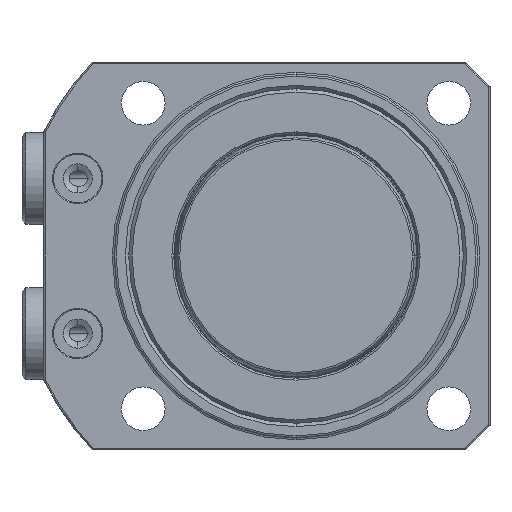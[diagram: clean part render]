
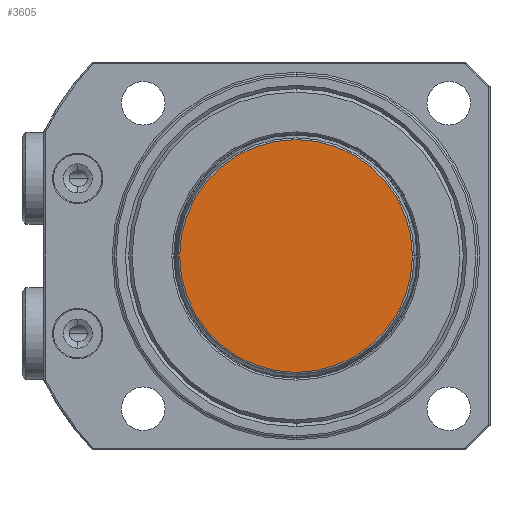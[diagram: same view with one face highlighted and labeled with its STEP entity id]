
A CAD part, front view. The second image highlights one B-rep face of the part: STEP entity #3605.
In plain terms, the highlighted planar face has unit normal (0, -1, 0).
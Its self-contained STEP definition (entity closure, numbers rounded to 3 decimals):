
#332 = EDGE_LOOP ( 'NONE', ( #3470, #3468 ) ) ;
#389 = VERTEX_POINT ( 'NONE', #2965 ) ;
#485 = AXIS2_PLACEMENT_3D ( 'NONE', #1389, #1390, #1391 ) ;
#490 = AXIS2_PLACEMENT_3D ( 'NONE', #1362, #1363, #1364 ) ;
#1170 = AXIS2_PLACEMENT_3D ( 'NONE', #5084, #5085, #5086 ) ;
#1175 = FACE_OUTER_BOUND ( 'NONE', #332, .T. ) ;
#1362 = CARTESIAN_POINT ( 'NONE',  ( 0., 0., 0. ) ) ;
#1363 = DIRECTION ( 'NONE',  ( 0., -1., 0. ) ) ;
#1364 = DIRECTION ( 'NONE',  ( 0., 0., 1. ) ) ;
#1389 = CARTESIAN_POINT ( 'NONE',  ( 0., 0., 0. ) ) ;
#1390 = DIRECTION ( 'NONE',  ( 0., -1., 0. ) ) ;
#1391 = DIRECTION ( 'NONE',  ( 0., 0., 1. ) ) ;
#1429 = CARTESIAN_POINT ( 'NONE',  ( 0., 0., -23.992 ) ) ;
#2965 = CARTESIAN_POINT ( 'NONE',  ( 0., 0., 23.992 ) ) ;
#3468 = ORIENTED_EDGE ( 'NONE', *, *, #4991, .T. ) ;
#3470 = ORIENTED_EDGE ( 'NONE', *, *, #4982, .T. ) ;
#3605 = ADVANCED_FACE ( 'NONE', ( #1175 ), #5083, .F. ) ;
#4574 = CIRCLE ( 'NONE', #485, 23.992 ) ;
#4578 = CIRCLE ( 'NONE', #490, 23.992 ) ;
#4982 = EDGE_CURVE ( 'NONE', #389, #5344, #4578, .T. ) ;
#4991 = EDGE_CURVE ( 'NONE', #5344, #389, #4574, .T. ) ;
#5083 = PLANE ( 'NONE',  #1170 ) ;
#5084 = CARTESIAN_POINT ( 'NONE',  ( 24.272, 0., 0. ) ) ;
#5085 = DIRECTION ( 'NONE',  ( 0., 1., 0. ) ) ;
#5086 = DIRECTION ( 'NONE',  ( 0., 0., 1. ) ) ;
#5344 = VERTEX_POINT ( 'NONE', #1429 ) ;
